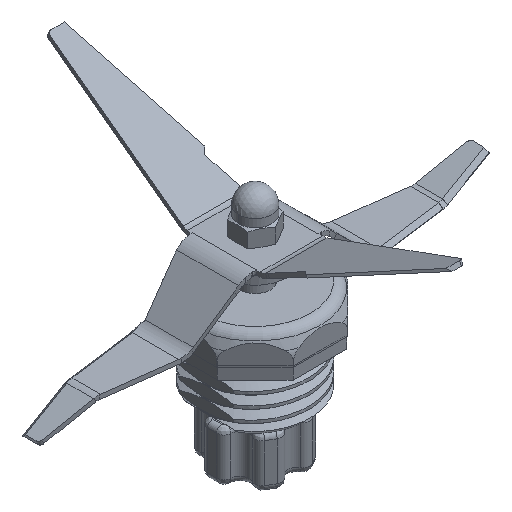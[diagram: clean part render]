
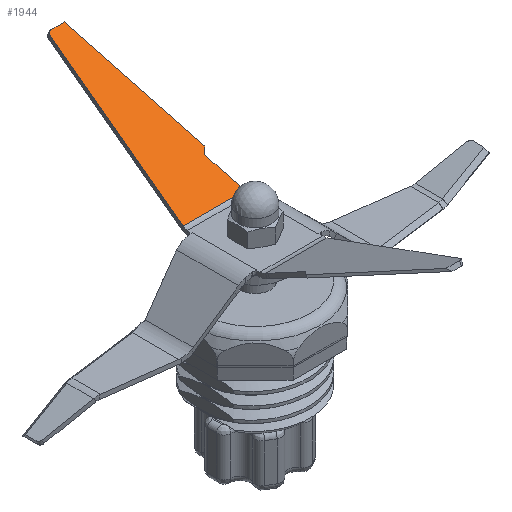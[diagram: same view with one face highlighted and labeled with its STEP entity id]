
A CAD part, isometric view. The second image highlights one B-rep face of the part: STEP entity #1944.
In plain terms, the highlighted planar face has unit normal (0, -0.423, 0.906).
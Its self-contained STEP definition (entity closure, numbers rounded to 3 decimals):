
#1012=PLANE('',#12329);
#1944=ADVANCED_FACE('',(#2783),#1012,.T.);
#2783=FACE_OUTER_BOUND('',#3516,.T.);
#3516=EDGE_LOOP('',(#7666,#7667,#7668,#7669,#7670,#7671,#7672,#7673,#7674));
#4056=LINE('',#42113,#4564);
#4059=LINE('',#42129,#4567);
#4064=LINE('',#42140,#4572);
#4070=LINE('',#42164,#4578);
#4073=LINE('',#42170,#4581);
#4074=LINE('',#42172,#4582);
#4075=LINE('',#42175,#4583);
#4076=LINE('',#42176,#4584);
#4564=VECTOR('',#15028,1.);
#4567=VECTOR('',#15035,1.);
#4572=VECTOR('',#15042,1.);
#4578=VECTOR('',#15054,1.);
#4581=VECTOR('',#15059,1.);
#4582=VECTOR('',#15060,1.);
#4583=VECTOR('',#15063,1.);
#4584=VECTOR('',#15064,1.);
#7666=ORIENTED_EDGE('',*,*,#10543,.T.);
#7667=ORIENTED_EDGE('',*,*,#10563,.T.);
#7668=ORIENTED_EDGE('',*,*,#10564,.F.);
#7669=ORIENTED_EDGE('',*,*,#10547,.T.);
#7670=ORIENTED_EDGE('',*,*,#10565,.T.);
#7671=ORIENTED_EDGE('',*,*,#10566,.T.);
#7672=ORIENTED_EDGE('',*,*,#10560,.T.);
#7673=ORIENTED_EDGE('',*,*,#10567,.T.);
#7674=ORIENTED_EDGE('',*,*,#10552,.T.);
#8935=VERTEX_POINT('',#42112);
#8936=VERTEX_POINT('',#42114);
#8937=VERTEX_POINT('',#42130);
#8938=VERTEX_POINT('',#42131);
#8942=VERTEX_POINT('',#42141);
#8947=VERTEX_POINT('',#42165);
#8948=VERTEX_POINT('',#42166);
#8949=VERTEX_POINT('',#42171);
#8950=VERTEX_POINT('',#42174);
#10543=EDGE_CURVE('',#8936,#8935,#4056,.T.);
#10547=EDGE_CURVE('',#8937,#8938,#4059,.T.);
#10552=EDGE_CURVE('',#8942,#8936,#4064,.T.);
#10560=EDGE_CURVE('',#8947,#8948,#4070,.T.);
#10563=EDGE_CURVE('',#8935,#8949,#4073,.T.);
#10564=EDGE_CURVE('',#8937,#8949,#4074,.T.);
#10565=EDGE_CURVE('',#8938,#8950,#11210,.T.);
#10566=EDGE_CURVE('',#8950,#8947,#4075,.T.);
#10567=EDGE_CURVE('',#8948,#8942,#4076,.T.);
#11210=CIRCLE('',#12328,1.);
#12328=AXIS2_PLACEMENT_3D('',#42173,#15061,#15062);
#12329=AXIS2_PLACEMENT_3D('',#42177,#15065,#15066);
#15028=DIRECTION('',(-0.142,0.897,0.418));
#15035=DIRECTION('',(-1.,0.,0.));
#15042=DIRECTION('',(-0.129,0.899,0.419));
#15054=DIRECTION('',(-0.129,-0.899,-0.419));
#15059=DIRECTION('',(0.654,0.685,0.32));
#15060=DIRECTION('',(0.142,-0.897,-0.418));
#15061=DIRECTION('',(0.,-0.423,0.906));
#15062=DIRECTION('',(0.,-0.906,-0.423));
#15063=DIRECTION('',(-0.141,-0.897,-0.418));
#15064=DIRECTION('',(1.,0.,0.));
#15065=DIRECTION('',(0.,-0.423,0.906));
#15066=DIRECTION('',(0.,0.906,0.423));
#42112=CARTESIAN_POINT('',(7.169,21.402,28.172));
#42113=CARTESIAN_POINT('',(19.87,-59.07,-9.353));
#42114=CARTESIAN_POINT('',(8.618,12.226,23.893));
#42129=CARTESIAN_POINT('',(-0.001,57.16,44.846));
#42130=CARTESIAN_POINT('',(3.223,57.16,44.846));
#42131=CARTESIAN_POINT('',(-0.661,57.16,44.846));
#42140=CARTESIAN_POINT('',(8.999,9.579,22.659));
#42141=CARTESIAN_POINT('',(8.705,11.617,23.609));
#42164=CARTESIAN_POINT('',(-1.615,60.903,46.591));
#42165=CARTESIAN_POINT('',(-8.685,11.776,23.683));
#42166=CARTESIAN_POINT('',(-8.708,11.617,23.609));
#42170=CARTESIAN_POINT('',(-40.929,-28.993,4.672));
#42171=CARTESIAN_POINT('',(8.626,22.928,28.884));
#42172=CARTESIAN_POINT('',(21.533,-58.855,-9.252));
#42173=CARTESIAN_POINT('',(-0.661,56.254,44.424));
#42174=CARTESIAN_POINT('',(-1.651,56.382,44.483));
#42175=CARTESIAN_POINT('',(-19.833,-58.917,-9.281));
#42176=CARTESIAN_POINT('',(0.621,11.617,23.609));
#42177=CARTESIAN_POINT('',(0.621,-61.566,-10.517));
